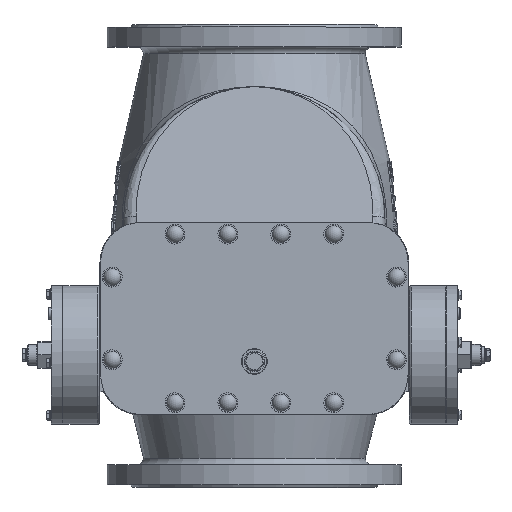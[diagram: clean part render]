
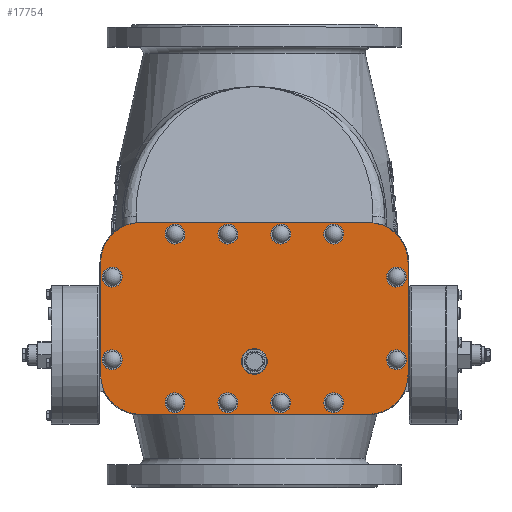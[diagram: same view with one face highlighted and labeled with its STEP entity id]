
A CAD part, top view. The second image highlights one B-rep face of the part: STEP entity #17754.
In plain terms, the highlighted planar face has unit normal (0, 0, 1).
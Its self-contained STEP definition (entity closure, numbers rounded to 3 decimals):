
#1806=LINE('',#36297,#2605);
#1807=LINE('',#36301,#2606);
#1808=LINE('',#36305,#2607);
#1809=LINE('',#36308,#2608);
#2605=VECTOR('',#22867,10.);
#2606=VECTOR('',#22870,10.);
#2607=VECTOR('',#22873,10.);
#2608=VECTOR('',#22876,10.);
#3097=PLANE('',#19354);
#5525=FACE_OUTER_BOUND('',#6804,.T.);
#6804=EDGE_LOOP('',(#15624,#15625,#15626,#15627,#15628,#15629,#15630,#15631));
#7959=CIRCLE('',#19355,60.);
#7960=CIRCLE('',#19356,60.);
#7961=CIRCLE('',#19357,60.);
#7962=CIRCLE('',#19358,60.);
#9402=VERTEX_POINT('',#36293);
#9403=VERTEX_POINT('',#36294);
#9404=VERTEX_POINT('',#36296);
#9405=VERTEX_POINT('',#36298);
#9406=VERTEX_POINT('',#36300);
#9407=VERTEX_POINT('',#36302);
#9408=VERTEX_POINT('',#36304);
#9409=VERTEX_POINT('',#36306);
#11578=EDGE_CURVE('',#9402,#9403,#7959,.T.);
#11579=EDGE_CURVE('',#9404,#9402,#1806,.T.);
#11580=EDGE_CURVE('',#9405,#9404,#7960,.T.);
#11581=EDGE_CURVE('',#9406,#9405,#1807,.T.);
#11582=EDGE_CURVE('',#9407,#9406,#7961,.T.);
#11583=EDGE_CURVE('',#9408,#9407,#1808,.T.);
#11584=EDGE_CURVE('',#9409,#9408,#7962,.T.);
#11585=EDGE_CURVE('',#9403,#9409,#1809,.T.);
#15624=ORIENTED_EDGE('',*,*,#11578,.F.);
#15625=ORIENTED_EDGE('',*,*,#11579,.F.);
#15626=ORIENTED_EDGE('',*,*,#11580,.F.);
#15627=ORIENTED_EDGE('',*,*,#11581,.F.);
#15628=ORIENTED_EDGE('',*,*,#11582,.F.);
#15629=ORIENTED_EDGE('',*,*,#11583,.F.);
#15630=ORIENTED_EDGE('',*,*,#11584,.F.);
#15631=ORIENTED_EDGE('',*,*,#11585,.F.);
#17754=ADVANCED_FACE('',(#5525),#3097,.T.);
#19354=AXIS2_PLACEMENT_3D('',#36292,#22863,#22864);
#19355=AXIS2_PLACEMENT_3D('',#36295,#22865,#22866);
#19356=AXIS2_PLACEMENT_3D('',#36299,#22868,#22869);
#19357=AXIS2_PLACEMENT_3D('',#36303,#22871,#22872);
#19358=AXIS2_PLACEMENT_3D('',#36307,#22874,#22875);
#22863=DIRECTION('center_axis',(0.,0.,
1.));
#22864=DIRECTION('ref_axis',(1.,0.,0.));
#22865=DIRECTION('center_axis',(0.,0.,
-1.));
#22866=DIRECTION('ref_axis',(0.,1.,0.));
#22867=DIRECTION('',(0.,1.,0.));
#22868=DIRECTION('center_axis',(0.,0.,
-1.));
#22869=DIRECTION('ref_axis',(-1.,0.,0.));
#22870=DIRECTION('',(-1.,0.,0.));
#22871=DIRECTION('center_axis',(0.,0.,
-1.));
#22872=DIRECTION('ref_axis',(0.,-1.,0.));
#22873=DIRECTION('',(0.,-1.,0.));
#22874=DIRECTION('center_axis',(0.,0.,
-1.));
#22875=DIRECTION('ref_axis',(1.,0.,0.));
#22876=DIRECTION('',(1.,0.,0.));
#36292=CARTESIAN_POINT('Origin',(0.,-95.,
323.));
#36293=CARTESIAN_POINT('',(-232.5,-10.,323.));
#36294=CARTESIAN_POINT('',(-172.5,50.,323.));
#36295=CARTESIAN_POINT('Origin',(-172.5,-10.,323.));
#36296=CARTESIAN_POINT('',(-232.5,-180.,323.));
#36297=CARTESIAN_POINT('',(-232.5,-10.,323.));
#36298=CARTESIAN_POINT('',(-172.5,-240.,323.));
#36299=CARTESIAN_POINT('Origin',(-172.5,-180.,323.));
#36300=CARTESIAN_POINT('',(172.5,-240.,323.));
#36301=CARTESIAN_POINT('',(-172.5,-240.,323.));
#36302=CARTESIAN_POINT('',(232.5,-180.,323.));
#36303=CARTESIAN_POINT('Origin',(172.5,-180.,323.));
#36304=CARTESIAN_POINT('',(232.5,-10.,323.));
#36305=CARTESIAN_POINT('',(232.5,-180.,323.));
#36306=CARTESIAN_POINT('',(172.5,50.,323.));
#36307=CARTESIAN_POINT('Origin',(172.5,-10.,323.));
#36308=CARTESIAN_POINT('',(172.5,50.,323.));
